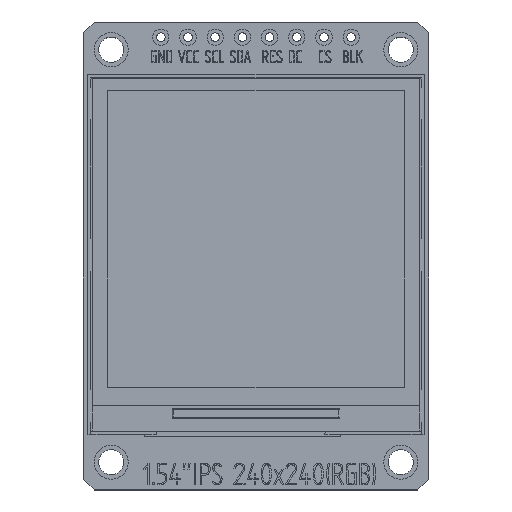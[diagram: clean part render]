
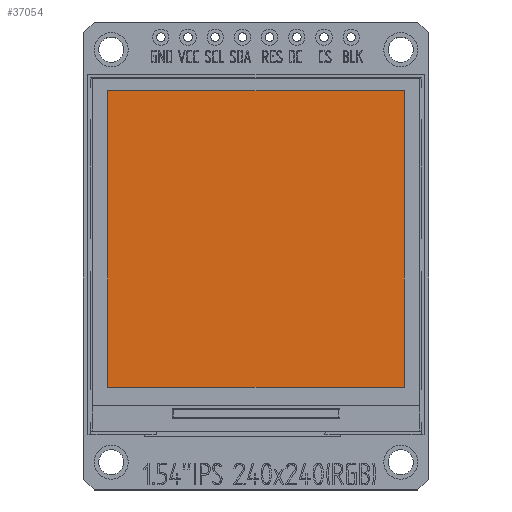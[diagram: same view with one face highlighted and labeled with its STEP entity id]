
A CAD part, top view. The second image highlights one B-rep face of the part: STEP entity #37054.
In plain terms, the highlighted planar face has unit normal (0, 0, 1).
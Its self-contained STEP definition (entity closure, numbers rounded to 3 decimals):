
#3406=FACE_OUTER_BOUND('',#5644,.T.);
#5644=EDGE_LOOP('',(#31562,#31563,#31564,#31565));
#9744=LINE('',#67901,#13863);
#9746=LINE('',#67905,#13865);
#9748=LINE('',#67909,#13867);
#9750=LINE('',#67912,#13869);
#13863=VECTOR('',#46454,1000.);
#13865=VECTOR('',#46458,1000.);
#13867=VECTOR('',#46462,1000.);
#13869=VECTOR('',#46466,1000.);
#17143=VERTEX_POINT('',#67898);
#17144=VERTEX_POINT('',#67900);
#17145=VERTEX_POINT('',#67904);
#17146=VERTEX_POINT('',#67908);
#21969=EDGE_CURVE('',#17143,#17144,#9744,.T.);
#21971=EDGE_CURVE('',#17144,#17145,#9746,.T.);
#21973=EDGE_CURVE('',#17145,#17146,#9748,.T.);
#21975=EDGE_CURVE('',#17146,#17143,#9750,.T.);
#31562=ORIENTED_EDGE('',*,*,#21969,.F.);
#31563=ORIENTED_EDGE('',*,*,#21975,.F.);
#31564=ORIENTED_EDGE('',*,*,#21973,.F.);
#31565=ORIENTED_EDGE('',*,*,#21971,.F.);
#33357=PLANE('',#38913);
#37054=ADVANCED_FACE('',(#3406),#33357,.F.);
#38913=AXIS2_PLACEMENT_3D('',#67913,#46467,#46468);
#46454=DIRECTION('',(0.,1.,0.));
#46458=DIRECTION('',(1.,0.,0.));
#46462=DIRECTION('',(0.,-1.,0.));
#46466=DIRECTION('',(-1.,0.,0.));
#46467=DIRECTION('center_axis',(0.,0.,-1.));
#46468=DIRECTION('ref_axis',(-1.,0.,0.));
#67898=CARTESIAN_POINT('',(-13.86,4.409,1.369));
#67900=CARTESIAN_POINT('',(-13.86,32.129,1.369));
#67901=CARTESIAN_POINT('',(-13.86,4.409,1.369));
#67904=CARTESIAN_POINT('',(13.86,32.129,1.369));
#67905=CARTESIAN_POINT('',(-13.86,32.129,1.369));
#67908=CARTESIAN_POINT('',(13.86,4.409,1.369));
#67909=CARTESIAN_POINT('',(13.86,32.129,1.369));
#67912=CARTESIAN_POINT('',(13.86,4.409,1.369));
#67913=CARTESIAN_POINT('Origin',(0.,0.,1.369));
